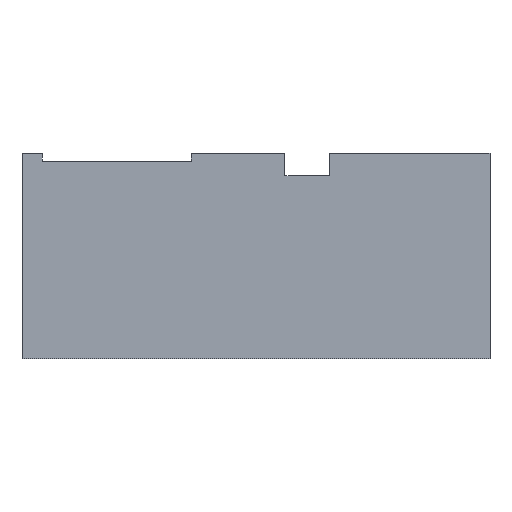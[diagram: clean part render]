
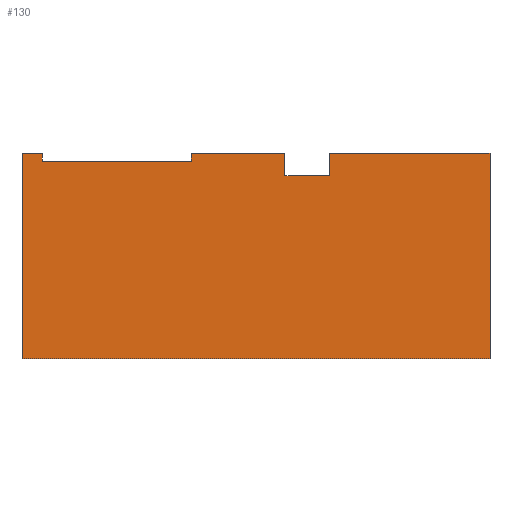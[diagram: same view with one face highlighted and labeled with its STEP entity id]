
A CAD part, top view. The second image highlights one B-rep face of the part: STEP entity #130.
In plain terms, the highlighted planar face has unit normal (0, 0, 1).
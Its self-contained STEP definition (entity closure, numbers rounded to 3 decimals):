
#27=CARTESIAN_POINT('',(0.,27.,4.));
#28=DIRECTION('',(0.,0.,1.));
#29=DIRECTION('',(1.,0.,0.));
#30=AXIS2_PLACEMENT_3D('',#27,#28,#29);
#31=PLANE('',#30);
#32=CARTESIAN_POINT('',(240.,200.,4.));
#33=VERTEX_POINT('',#32);
#34=CARTESIAN_POINT('',(240.,292.,4.));
#35=VERTEX_POINT('',#34);
#36=CARTESIAN_POINT('',(240.,200.,4.));
#37=DIRECTION('',(0.,1.,0.));
#38=VECTOR('',#37,92.);
#39=LINE('',#36,#38);
#40=EDGE_CURVE('',#33,#35,#39,.T.);
#41=ORIENTED_EDGE('',*,*,#40,.F.);
#42=CARTESIAN_POINT('',(450.,200.,4.));
#43=VERTEX_POINT('',#42);
#44=CARTESIAN_POINT('',(240.,200.,4.));
#45=DIRECTION('',(1.,0.,-0.));
#46=VECTOR('',#45,210.);
#47=LINE('',#44,#46);
#48=EDGE_CURVE('',#33,#43,#47,.T.);
#49=ORIENTED_EDGE('',*,*,#48,.T.);
#50=CARTESIAN_POINT('',(450.,292.,4.));
#51=VERTEX_POINT('',#50);
#52=CARTESIAN_POINT('',(450.,200.,4.));
#53=DIRECTION('',(0.,1.,0.));
#54=VECTOR('',#53,92.);
#55=LINE('',#52,#54);
#56=EDGE_CURVE('',#43,#51,#55,.T.);
#57=ORIENTED_EDGE('',*,*,#56,.T.);
#58=CARTESIAN_POINT('',(378.,292.,4.));
#59=VERTEX_POINT('',#58);
#60=CARTESIAN_POINT('',(450.,292.,4.));
#61=DIRECTION('',(-1.,0.,0.));
#62=VECTOR('',#61,72.);
#63=LINE('',#60,#62);
#64=EDGE_CURVE('',#51,#59,#63,.T.);
#65=ORIENTED_EDGE('',*,*,#64,.T.);
#66=CARTESIAN_POINT('',(378.,282.,4.));
#67=VERTEX_POINT('',#66);
#68=CARTESIAN_POINT('',(378.,292.,4.));
#69=DIRECTION('',(0.,-1.,0.));
#70=VECTOR('',#69,10.);
#71=LINE('',#68,#70);
#72=EDGE_CURVE('',#59,#67,#71,.T.);
#73=ORIENTED_EDGE('',*,*,#72,.T.);
#74=CARTESIAN_POINT('',(358.,282.,4.));
#75=VERTEX_POINT('',#74);
#76=CARTESIAN_POINT('',(378.,282.,4.));
#77=DIRECTION('',(-1.,0.,0.));
#78=VECTOR('',#77,20.);
#79=LINE('',#76,#78);
#80=EDGE_CURVE('',#67,#75,#79,.T.);
#81=ORIENTED_EDGE('',*,*,#80,.T.);
#82=CARTESIAN_POINT('',(358.,292.,4.));
#83=VERTEX_POINT('',#82);
#84=CARTESIAN_POINT('',(358.,282.,4.));
#85=DIRECTION('',(0.,1.,0.));
#86=VECTOR('',#85,10.);
#87=LINE('',#84,#86);
#88=EDGE_CURVE('',#75,#83,#87,.T.);
#89=ORIENTED_EDGE('',*,*,#88,.T.);
#90=CARTESIAN_POINT('',(316.,292.,4.));
#91=VERTEX_POINT('',#90);
#92=CARTESIAN_POINT('',(358.,292.,4.));
#93=DIRECTION('',(-1.,0.,0.));
#94=VECTOR('',#93,42.);
#95=LINE('',#92,#94);
#96=EDGE_CURVE('',#83,#91,#95,.T.);
#97=ORIENTED_EDGE('',*,*,#96,.T.);
#98=CARTESIAN_POINT('',(316.,288.5,4.));
#99=VERTEX_POINT('',#98);
#100=CARTESIAN_POINT('',(316.,292.,4.));
#101=DIRECTION('',(0.,-1.,0.));
#102=VECTOR('',#101,3.5);
#103=LINE('',#100,#102);
#104=EDGE_CURVE('',#91,#99,#103,.T.);
#105=ORIENTED_EDGE('',*,*,#104,.T.);
#106=CARTESIAN_POINT('',(249.,288.5,4.));
#107=VERTEX_POINT('',#106);
#108=CARTESIAN_POINT('',(316.,288.5,4.));
#109=DIRECTION('',(-1.,0.,0.));
#110=VECTOR('',#109,67.);
#111=LINE('',#108,#110);
#112=EDGE_CURVE('',#99,#107,#111,.T.);
#113=ORIENTED_EDGE('',*,*,#112,.T.);
#114=CARTESIAN_POINT('',(249.,292.,4.));
#115=VERTEX_POINT('',#114);
#116=CARTESIAN_POINT('',(249.,288.5,4.));
#117=DIRECTION('',(0.,1.,0.));
#118=VECTOR('',#117,3.5);
#119=LINE('',#116,#118);
#120=EDGE_CURVE('',#107,#115,#119,.T.);
#121=ORIENTED_EDGE('',*,*,#120,.T.);
#122=CARTESIAN_POINT('',(249.,292.,4.));
#123=DIRECTION('',(-1.,0.,0.));
#124=VECTOR('',#123,9.);
#125=LINE('',#122,#124);
#126=EDGE_CURVE('',#115,#35,#125,.T.);
#127=ORIENTED_EDGE('',*,*,#126,.T.);
#128=EDGE_LOOP('',(#41,#49,#57,#65,#73,#81,#89,#97,#105,#113,#121,#127));
#129=FACE_BOUND('',#128,.T.);
#130=ADVANCED_FACE('',(#129),#31,.T.);
